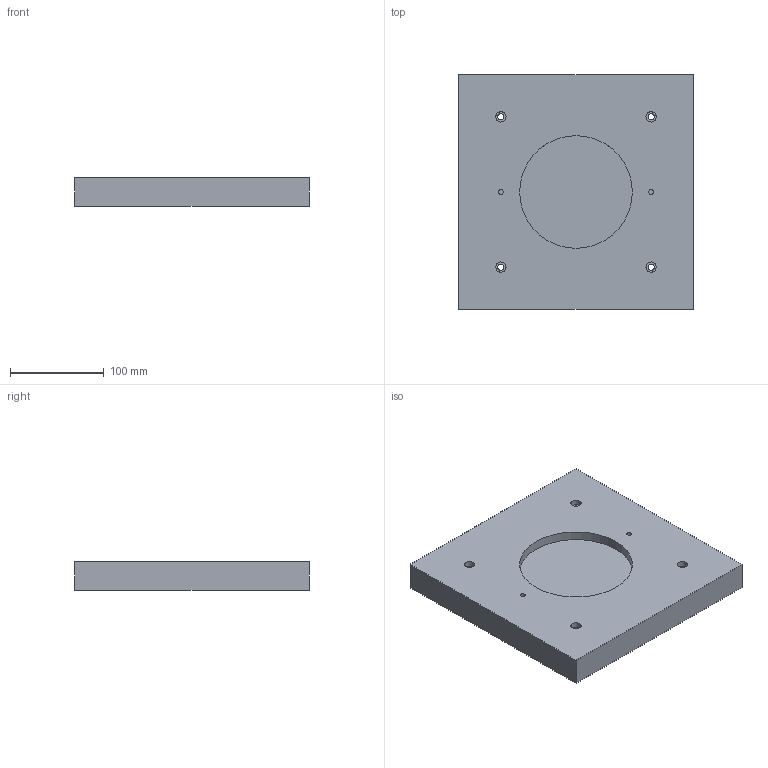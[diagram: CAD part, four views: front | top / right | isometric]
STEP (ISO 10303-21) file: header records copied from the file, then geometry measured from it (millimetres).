
FILE_DESCRIPTION(/* description */ (''),/* implementation_level */ '2;1');
FILE_NAME(/* name */ '',/* time_stamp */ '2024-05-27T15:28:23+09:00',/* author */ (''),/* organization */ (''),/* preprocessor_version */ 'ST-DEVELOPER v20',/* originating_system */ 'Autodesk Translation Framework v12.20.1.177',/* authorisation */ '');
FILE_SCHEMA (('AUTOMOTIVE_DESIGN { 1 0 10303 214 3 1 1 }'));
Length unit declared in the file: millimetre
Products named in the file (1): 検証用サンプル6maru
Bounding box: 250 x 250 x 30 mm (x, y, z)
Volume: 1755866.3 mm3; surface area: 161693.1 mm2
Topology: 1 solids, 1 shells, 24 faces, 45 edges, 30 vertices
Faces by surface type: plane 13, cylinder 11
Full cylindrical faces by diameter (mm): 5 x2, 6.6 x4, 11 x4, 120 x1
Entity records: 660 total; most frequent: DIRECTION 117, CARTESIAN_POINT 100, ORIENTED_EDGE 90, AXIS2_PLACEMENT_3D 47, EDGE_CURVE 45, EDGE_LOOP 39, VERTEX_POINT 30, FACE_OUTER_BOUND 24
